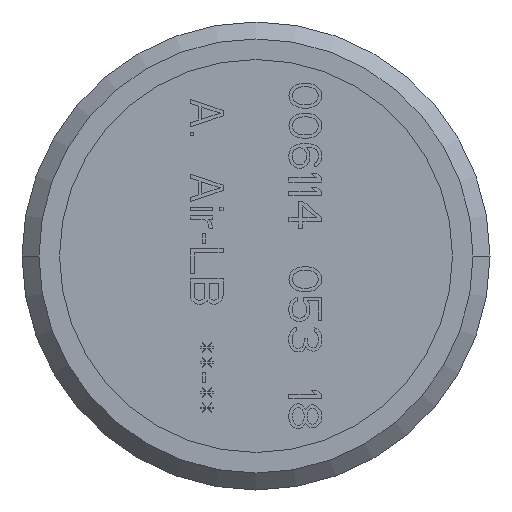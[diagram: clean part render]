
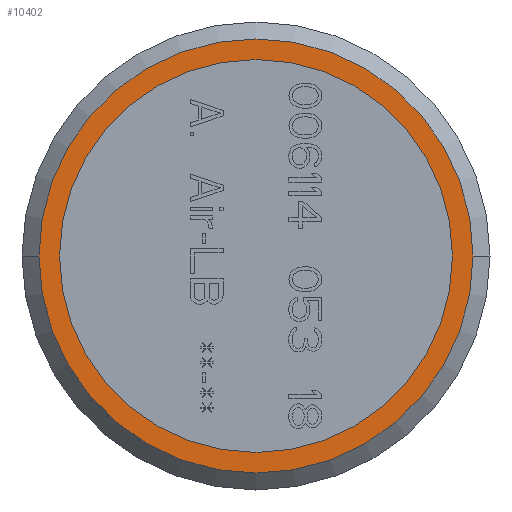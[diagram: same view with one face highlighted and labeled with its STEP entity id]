
A CAD part, left-side view. The second image highlights one B-rep face of the part: STEP entity #10402.
In plain terms, the highlighted planar face has unit normal (-1, 0, 0).
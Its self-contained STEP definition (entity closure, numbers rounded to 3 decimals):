
#19=CARTESIAN_POINT('',(-1.006,0.,0.));
#20=DIRECTION('',(-1.,0.,0.));
#21=DIRECTION('',(0.,1.,0.));
#22=AXIS2_PLACEMENT_3D('',#19,#20,#21);
#29=CARTESIAN_POINT('',(-1.006,0.,0.));
#30=DIRECTION('',(-1.,0.,0.));
#31=DIRECTION('',(0.,1.,0.));
#32=AXIS2_PLACEMENT_3D('',#29,#30,#31);
#34=CARTESIAN_POINT('',(-1.006,0.,0.));
#35=DIRECTION('',(-1.,0.,0.));
#36=DIRECTION('',(0.,-1.,0.));
#37=AXIS2_PLACEMENT_3D('',#34,#35,#36);
#39=CARTESIAN_POINT('',(-1.006,0.,0.));
#40=DIRECTION('',(1.,0.,0.));
#41=DIRECTION('',(0.,1.,0.));
#42=AXIS2_PLACEMENT_3D('',#39,#40,#41);
#8001=CARTESIAN_POINT('',(-1.006,6.601,0.));
#8002=CARTESIAN_POINT('',(-1.006,-6.601,0.));
#8003=VERTEX_POINT('',#8001);
#8004=VERTEX_POINT('',#8002);
#8027=CARTESIAN_POINT('',(-1.006,5.974,0.));
#8028=CARTESIAN_POINT('',(-1.006,-5.974,0.));
#8029=VERTEX_POINT('',#8027);
#8030=VERTEX_POINT('',#8028);
#10386=CARTESIAN_POINT('',(-1.006,0.,0.));
#10387=DIRECTION('',(1.,0.,0.));
#10388=DIRECTION('',(0.,-1.,0.));
#10389=AXIS2_PLACEMENT_3D('',#10386,#10387,#10388);
#10390=PLANE('',#10389);
#10391=ORIENTED_EDGE('',*,*,#10376,.F.);
#10393=ORIENTED_EDGE('',*,*,#10392,.T.);
#10394=EDGE_LOOP('',(#10391,#10393));
#10395=FACE_OUTER_BOUND('',#10394,.F.);
#10397=ORIENTED_EDGE('',*,*,#10396,.T.);
#10399=ORIENTED_EDGE('',*,*,#10398,.T.);
#10400=EDGE_LOOP('',(#10397,#10399));
#10401=FACE_BOUND('',#10400,.F.);
#10402=ADVANCED_FACE('',(#10395,#10401),#10390,.F.);
#23=CIRCLE('',#22,6.601);
#33=CIRCLE('',#32,5.974);
#38=CIRCLE('',#37,5.974);
#43=CIRCLE('',#42,6.601);
#10376=EDGE_CURVE('',#8003,#8004,#23,.T.);
#10392=EDGE_CURVE('',#8003,#8004,#43,.T.);
#10396=EDGE_CURVE('',#8029,#8030,#33,.T.);
#10398=EDGE_CURVE('',#8030,#8029,#38,.T.);
